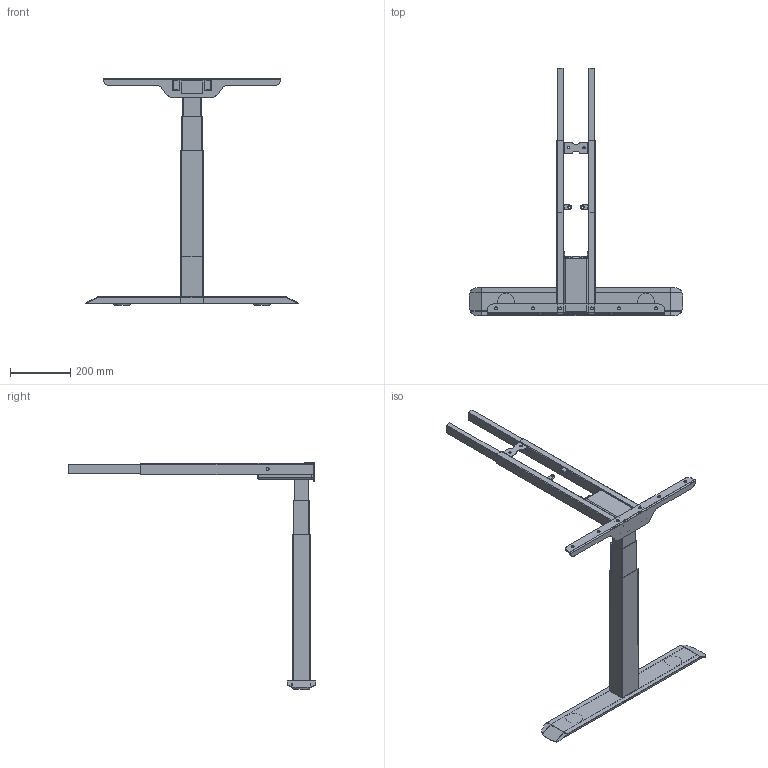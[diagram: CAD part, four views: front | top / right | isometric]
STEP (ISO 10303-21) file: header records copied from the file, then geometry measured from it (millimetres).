
FILE_DESCRIPTION(('HOOPS Exchange Step'),'2;1');
FILE_NAME('Table_frame.stp','2026-02-26T08:50:01+02:00',('user'),('Unknown organisation'),'HOOPS Exchange 2023.2','HOOPS Exchange','Unknown authorisation');
FILE_SCHEMA( ('AP203_CONFIGURATION_CONTROLLED_3D_DESIGN_OF_MECHANICAL_PARTS_AND_ASSEMBLIES_MIM_LF') );
Length unit declared in the file: millimetre
Products named in the file (1): export
Bounding box: 711.82 x 822.23 x 754.96 mm (x, y, z)
Volume: 3161786.8 mm3; surface area: 1339095.1 mm2
Topology: 8 solids, 8 shells, 314 faces, 825 edges, 512 vertices
Faces by surface type: plane 211, cylinder 85, sphere 8, torus 8, bspline 2
Full cylindrical faces by diameter (mm): 8 x6, 10 x10, 55.894 x2
Entity records: 9735 total; most frequent: CARTESIAN_POINT 1788, DIRECTION 1689, ORIENTED_EDGE 1634, EDGE_CURVE 817, AXIS2_PLACEMENT_3D 567, VECTOR 555, LINE 555, VERTEX_POINT 512
